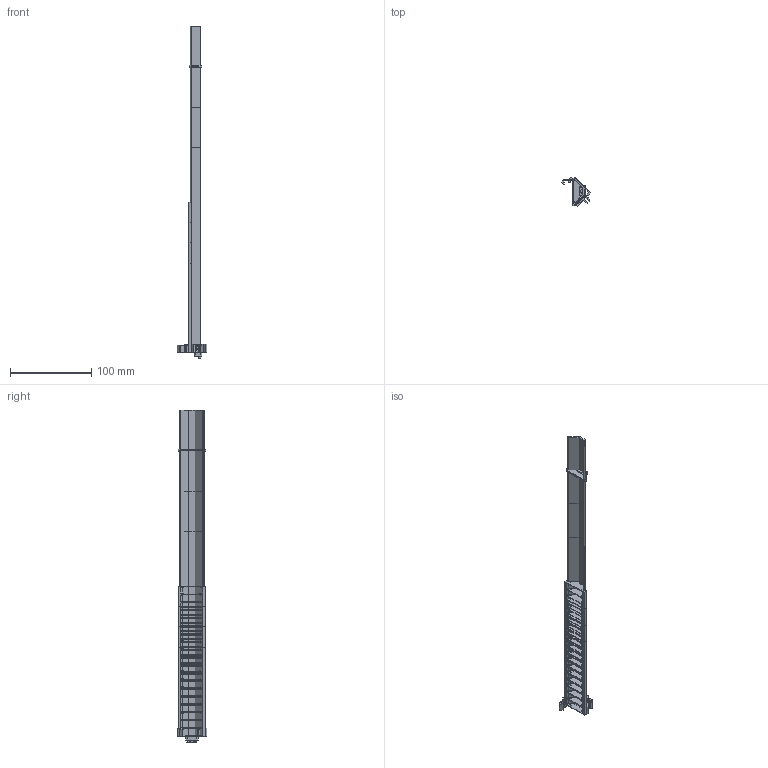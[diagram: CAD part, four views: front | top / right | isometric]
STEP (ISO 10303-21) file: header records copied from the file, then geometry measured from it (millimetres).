
FILE_DESCRIPTION(/* description */ (''),/* implementation_level */ '2;1');
FILE_NAME(/* name */ 'LEDbar.step',/* time_stamp */ '2023-03-23T12:35:01-06:00',/* author */ (''),/* organization */ (''),/* preprocessor_version */ 'ST-DEVELOPER v19.2',/* originating_system */ 'Autodesk Translation Framework v11.17.0.187',/* authorisation */ '');
FILE_SCHEMA (('AUTOMOTIVE_DESIGN { 1 0 10303 214 3 1 1 }'));
Products named in the file (6): LEDbar; LEDbar_15deg; LEDbar400 (1); LEDbar350 (1); LEDbar300 (1); LEDbar250 (1)
Assembly tree (5 placements, depth 2):
  LEDbar
    LEDbar_15deg
    LEDbar400 (1)
    LEDbar350 (1)
    LEDbar300 (1)
    LEDbar250 (1)
Bounding box: 36.82 x 36.02 x 409 mm (x, y, z)
Volume: 121267.7 mm3; surface area: 166430.5 mm2
Topology: 13 solids, 13 shells, 1774 faces, 5124 edges, 3322 vertices
Faces by surface type: plane 1195, cylinder 535, bspline 34, cone 10
Entity records: 58785 total; most frequent: CARTESIAN_POINT 10809, ORIENTED_EDGE 10248, DIRECTION 9906, EDGE_CURVE 5124, LINE 3708, VECTOR 3708, VERTEX_POINT 3322, AXIS2_PLACEMENT_3D 3099
